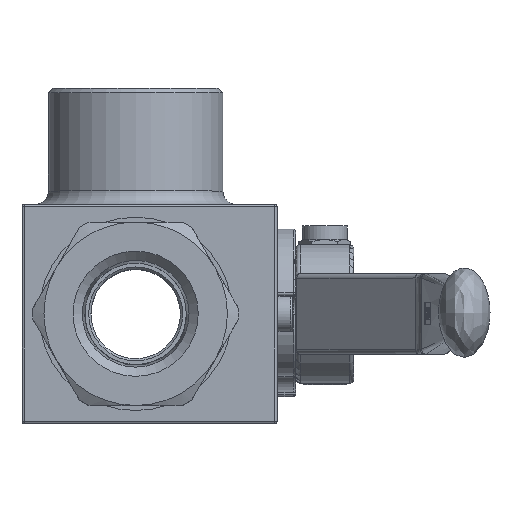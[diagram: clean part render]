
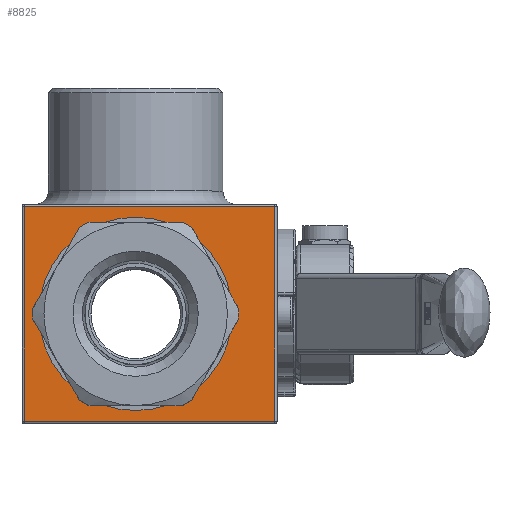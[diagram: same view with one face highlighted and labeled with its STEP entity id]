
A CAD part, top view. The second image highlights one B-rep face of the part: STEP entity #8825.
In plain terms, the highlighted planar face has unit normal (0, 0, 1).
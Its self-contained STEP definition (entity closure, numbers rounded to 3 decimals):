
#461=FACE_BOUND('',#1526,.T.);
#633=PLANE('',#9500);
#997=FACE_OUTER_BOUND('',#1525,.T.);
#1525=EDGE_LOOP('',(#7005,#7006,#7007,#7008));
#1526=EDGE_LOOP('',(#7009,#7010));
#2156=LINE('',#15533,#2759);
#2158=LINE('',#15536,#2761);
#2162=LINE('',#15542,#2765);
#2164=LINE('',#15545,#2767);
#2759=VECTOR('',#11254,10.);
#2761=VECTOR('',#11258,10.);
#2765=VECTOR('',#11266,10.);
#2767=VECTOR('',#11270,10.);
#3128=CIRCLE('',#9501,21.6);
#3129=CIRCLE('',#9502,21.6);
#3836=VERTEX_POINT('',#15457);
#3842=VERTEX_POINT('',#15474);
#3845=VERTEX_POINT('',#15481);
#3854=VERTEX_POINT('',#15511);
#3869=VERTEX_POINT('',#15573);
#3870=VERTEX_POINT('',#15574);
#4952=EDGE_CURVE('',#3842,#3854,#2156,.T.);
#4954=EDGE_CURVE('',#3854,#3845,#2158,.T.);
#4958=EDGE_CURVE('',#3845,#3836,#2162,.T.);
#4960=EDGE_CURVE('',#3836,#3842,#2164,.T.);
#4972=EDGE_CURVE('',#3869,#3870,#3128,.T.);
#4973=EDGE_CURVE('',#3870,#3869,#3129,.T.);
#7005=ORIENTED_EDGE('',*,*,#4952,.F.);
#7006=ORIENTED_EDGE('',*,*,#4960,.F.);
#7007=ORIENTED_EDGE('',*,*,#4958,.F.);
#7008=ORIENTED_EDGE('',*,*,#4954,.F.);
#7009=ORIENTED_EDGE('',*,*,#4972,.T.);
#7010=ORIENTED_EDGE('',*,*,#4973,.T.);
#8825=ADVANCED_FACE('',(#997,#461),#633,.T.);
#9500=AXIS2_PLACEMENT_3D('',#15572,#11302,#11303);
#9501=AXIS2_PLACEMENT_3D('',#15575,#11304,#11305);
#9502=AXIS2_PLACEMENT_3D('',#15576,#11306,#11307);
#11254=DIRECTION('',(1.,0.,0.));
#11258=DIRECTION('',(0.,-1.,0.));
#11266=DIRECTION('',(-1.,0.,0.));
#11270=DIRECTION('',(0.,1.,0.));
#11302=DIRECTION('center_axis',(0.,0.,
1.));
#11303=DIRECTION('ref_axis',(-1.,0.,0.));
#11304=DIRECTION('center_axis',(0.,0.,
-1.));
#11305=DIRECTION('ref_axis',(-1.,0.,0.));
#11306=DIRECTION('center_axis',(0.,0.,
-1.));
#11307=DIRECTION('ref_axis',(-1.,0.,0.));
#15457=CARTESIAN_POINT('',(-24.9,-24.,31.25));
#15474=CARTESIAN_POINT('',(-24.9,24.,31.25));
#15481=CARTESIAN_POINT('',(31.1,-24.,31.25));
#15511=CARTESIAN_POINT('',(31.1,24.,31.25));
#15533=CARTESIAN_POINT('',(-11.15,24.,31.25));
#15536=CARTESIAN_POINT('',(31.1,12.25,31.25));
#15542=CARTESIAN_POINT('',(17.35,-24.,31.25));
#15545=CARTESIAN_POINT('',(-24.9,-12.25,31.25));
#15572=CARTESIAN_POINT('Origin',(3.1,0.,31.25));
#15573=CARTESIAN_POINT('',(-21.6,0.,31.25));
#15574=CARTESIAN_POINT('',(21.6,0.,31.25));
#15575=CARTESIAN_POINT('Origin',(0.,0.,
31.25));
#15576=CARTESIAN_POINT('Origin',(0.,0.,
31.25));
